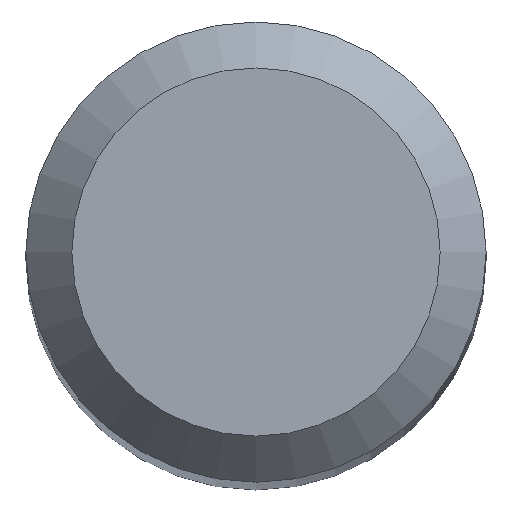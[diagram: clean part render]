
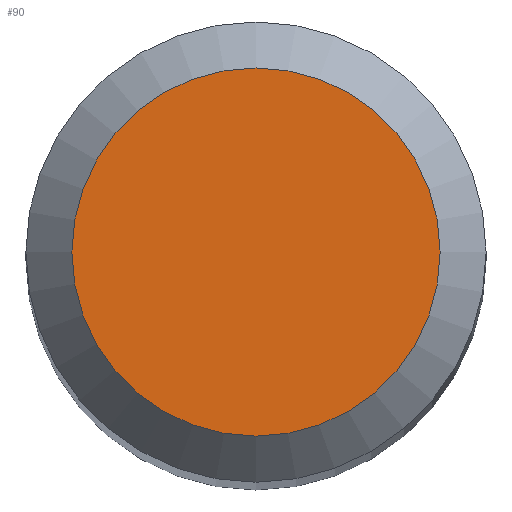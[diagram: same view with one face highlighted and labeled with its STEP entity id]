
A CAD part, top view. The second image highlights one B-rep face of the part: STEP entity #90.
In plain terms, the highlighted planar face has unit normal (0, 0, 1).
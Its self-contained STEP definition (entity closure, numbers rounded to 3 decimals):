
#19 = CIRCLE ( 'NONE', #206, 1.2 ) ;
#25 = CARTESIAN_POINT ( 'NONE',  ( 0., 0., 38. ) ) ;
#31 = PLANE ( 'NONE',  #222 ) ;
#49 = DIRECTION ( 'NONE',  ( 0., 0., -1. ) ) ;
#52 = DIRECTION ( 'NONE',  ( 0., 1., 0. ) ) ;
#61 = ORIENTED_EDGE ( 'NONE', *, *, #166, .F. ) ;
#67 = DIRECTION ( 'NONE',  ( 0., 1., 0. ) ) ;
#87 = EDGE_LOOP ( 'NONE', ( #61 ) ) ;
#90 = ADVANCED_FACE ( 'NONE', ( #106 ), #31, .F. ) ;
#106 = FACE_OUTER_BOUND ( 'NONE', #87, .T. ) ;
#166 = EDGE_CURVE ( 'NONE', #202, #202, #19, .T. ) ;
#186 = CARTESIAN_POINT ( 'NONE',  ( 0., 1.2, 38. ) ) ;
#201 = DIRECTION ( 'NONE',  ( 0., 0., -1. ) ) ;
#202 = VERTEX_POINT ( 'NONE', #186 ) ;
#206 = AXIS2_PLACEMENT_3D ( 'NONE', #25, #201, #67 ) ;
#212 = CARTESIAN_POINT ( 'NONE',  ( 0., 0., 38. ) ) ;
#222 = AXIS2_PLACEMENT_3D ( 'NONE', #212, #49, #52 ) ;
